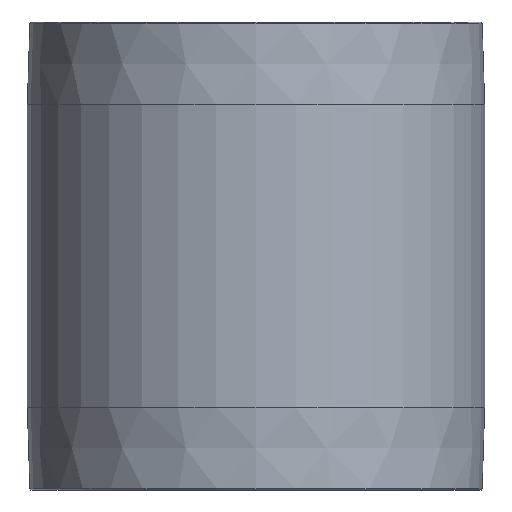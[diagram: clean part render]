
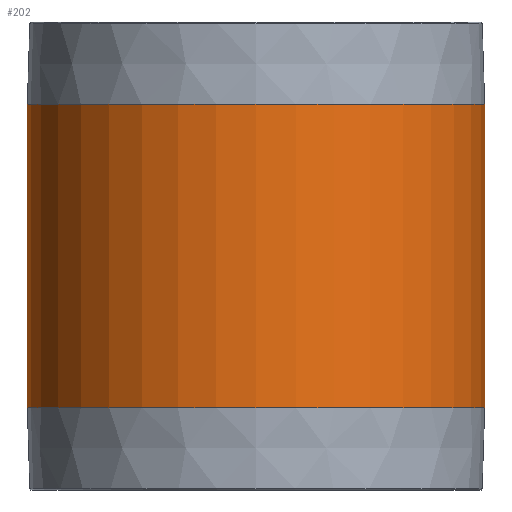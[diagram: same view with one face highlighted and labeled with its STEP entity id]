
A CAD part, front view. The second image highlights one B-rep face of the part: STEP entity #202.
In plain terms, the highlighted cylindrical face has radius 136.525 mm (diameter 273.05 mm), a partial arc.
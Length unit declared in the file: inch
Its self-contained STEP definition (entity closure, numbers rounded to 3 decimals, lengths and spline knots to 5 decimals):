
#9 = DIRECTION ( 'NONE',  ( -1., 0., 0. ) ) ;
#27 = AXIS2_PLACEMENT_3D ( 'NONE', #52, #399, #101 ) ;
#51 = ORIENTED_EDGE ( 'NONE', *, *, #113, .F. ) ;
#52 = CARTESIAN_POINT ( 'NONE',  ( 0., 0., 11. ) ) ;
#75 = LINE ( 'NONE', #322, #379 ) ;
#85 = LINE ( 'NONE', #338, #217 ) ;
#101 = DIRECTION ( 'NONE',  ( -1., 0., 0. ) ) ;
#104 = CARTESIAN_POINT ( 'NONE',  ( 0., 0., 1.9375 ) ) ;
#113 = EDGE_CURVE ( 'NONE', #262, #172, #134, .T. ) ;
#116 = CIRCLE ( 'NONE', #485, 5.375 ) ;
#134 = CIRCLE ( 'NONE', #404, 5.375 ) ;
#172 = VERTEX_POINT ( 'NONE', #542 ) ;
#191 = EDGE_LOOP ( 'NONE', ( #394, #465, #472, #51 ) ) ;
#202 = ADVANCED_FACE ( 'NONE', ( #446 ), #532, .T. ) ;
#213 = DIRECTION ( 'NONE',  ( 0., 0., -1. ) ) ;
#217 = VECTOR ( 'NONE', #213, 39.37008 ) ;
#236 = DIRECTION ( 'NONE',  ( 0., 0., -1. ) ) ;
#261 = CARTESIAN_POINT ( 'NONE',  ( -5.375, 0., 9.0625 ) ) ;
#262 = VERTEX_POINT ( 'NONE', #484 ) ;
#322 = CARTESIAN_POINT ( 'NONE',  ( -5.375, 0., 11. ) ) ;
#338 = CARTESIAN_POINT ( 'NONE',  ( 5.375, 0., 11. ) ) ;
#346 = VERTEX_POINT ( 'NONE', #405 ) ;
#371 = EDGE_CURVE ( 'NONE', #515, #172, #75, .T. ) ;
#379 = VECTOR ( 'NONE', #457, 39.37008 ) ;
#385 = DIRECTION ( 'NONE',  ( -1., 0., 0. ) ) ;
#394 = ORIENTED_EDGE ( 'NONE', *, *, #419, .F. ) ;
#399 = DIRECTION ( 'NONE',  ( 0., 0., -1. ) ) ;
#404 = AXIS2_PLACEMENT_3D ( 'NONE', #104, #236, #9 ) ;
#405 = CARTESIAN_POINT ( 'NONE',  ( 5.375, 0., 9.0625 ) ) ;
#419 = EDGE_CURVE ( 'NONE', #346, #262, #85, .T. ) ;
#446 = FACE_OUTER_BOUND ( 'NONE', #191, .T. ) ;
#457 = DIRECTION ( 'NONE',  ( 0., 0., -1. ) ) ;
#458 = EDGE_CURVE ( 'NONE', #346, #515, #116, .T. ) ;
#465 = ORIENTED_EDGE ( 'NONE', *, *, #458, .T. ) ;
#470 = CARTESIAN_POINT ( 'NONE',  ( 0., 0., 9.0625 ) ) ;
#472 = ORIENTED_EDGE ( 'NONE', *, *, #371, .T. ) ;
#484 = CARTESIAN_POINT ( 'NONE',  ( 5.375, 0., 1.9375 ) ) ;
#485 = AXIS2_PLACEMENT_3D ( 'NONE', #470, #516, #385 ) ;
#515 = VERTEX_POINT ( 'NONE', #261 ) ;
#516 = DIRECTION ( 'NONE',  ( 0., 0., -1. ) ) ;
#532 = CYLINDRICAL_SURFACE ( 'NONE', #27, 5.375 ) ;
#542 = CARTESIAN_POINT ( 'NONE',  ( -5.375, 0., 1.9375 ) ) ;
